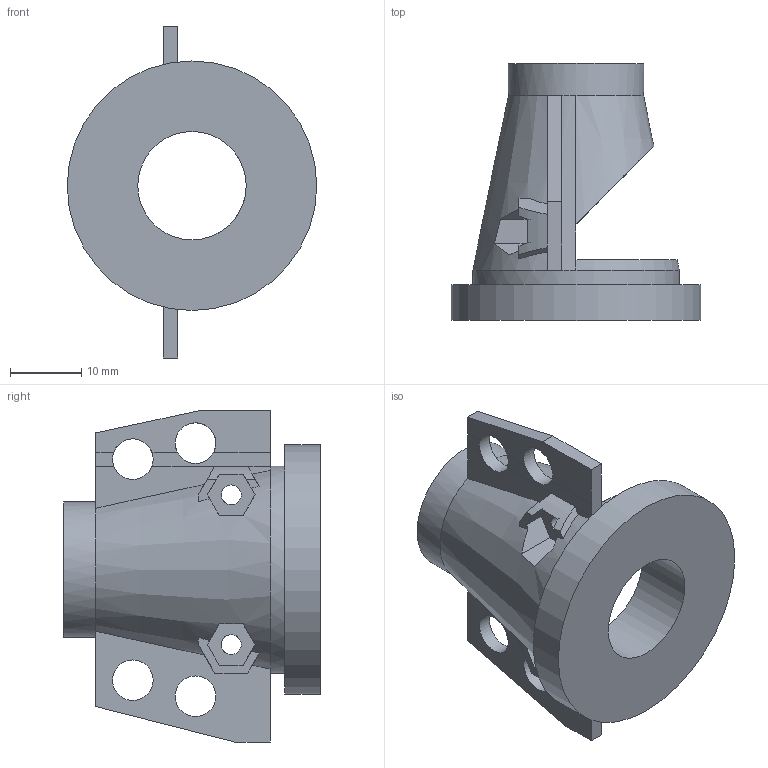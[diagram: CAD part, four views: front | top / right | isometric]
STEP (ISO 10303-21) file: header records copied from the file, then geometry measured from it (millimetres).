
FILE_DESCRIPTION(('FreeCAD Model'),'2;1');
FILE_NAME('Open CASCADE Shape Model','2023-11-11T10:25:51',(''),(''), 'Open CASCADE STEP processor 7.6','FreeCAD','Unknown');
FILE_SCHEMA(('AUTOMOTIVE_DESIGN { 1 0 10303 214 1 1 1 1 }'));
Length unit declared in the file: millimetre
Products named in the file (1): Apextrooper muzzle barrel clamp 3C
Bounding box: 35 x 36 x 46.56 mm (x, y, z)
Volume: 10794.4 mm3; surface area: 6773.6 mm2
Topology: 1 solids, 1 shells, 62 faces, 185 edges, 120 vertices
Faces by surface type: plane 48, cylinder 11, cone 3
Full cylindrical faces by diameter (mm): 2.8 x2, 5.7 x4, 15.2 x1, 19 x1, 29 x1, 35 x1
Entity records: 4734 total; most frequent: CARTESIAN_POINT 1003, DIRECTION 713, LINE 372, VECTOR 372, ORIENTED_EDGE 370, PCURVE 370, DEFINITIONAL_REPRESENTATION 370, EDGE_CURVE 185
